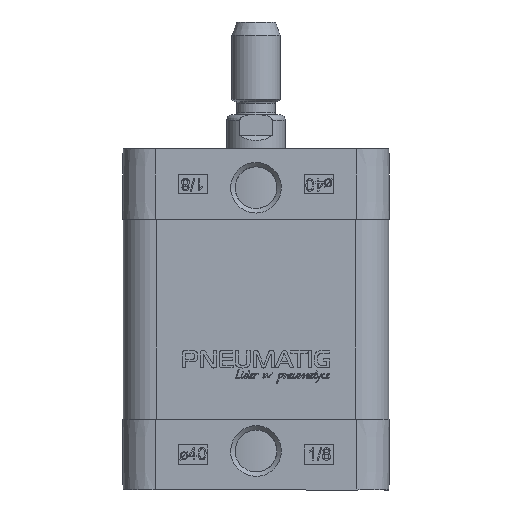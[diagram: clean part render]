
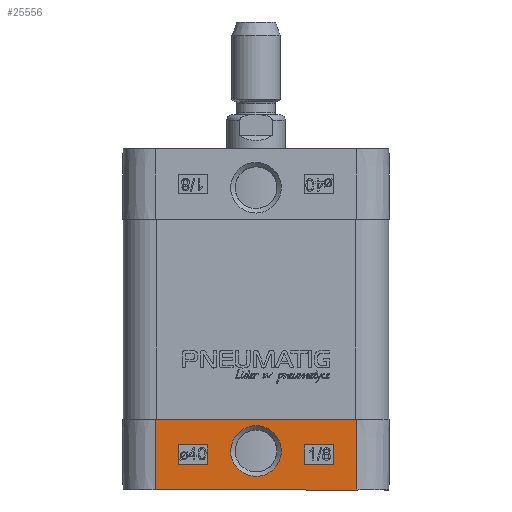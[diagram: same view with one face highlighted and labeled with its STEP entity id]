
A CAD part, left-side view. The second image highlights one B-rep face of the part: STEP entity #25556.
In plain terms, the highlighted planar face has unit normal (-1, 0, -0.009).
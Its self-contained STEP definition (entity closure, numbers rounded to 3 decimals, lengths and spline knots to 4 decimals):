
#913=PLANE($,#27141);
#1422=LINE($,#33167,#3413);
#1605=LINE($,#34335,#3596);
#1607=LINE($,#34339,#3598);
#1609=LINE($,#34343,#3600);
#1611=LINE($,#34346,#3602);
#1613=LINE($,#34352,#3604);
#1615=LINE($,#34356,#3606);
#1617=LINE($,#34360,#3608);
#1619=LINE($,#34363,#3610);
#1621=LINE($,#34477,#3612);
#1622=LINE($,#34478,#3613);
#1623=LINE($,#34479,#3614);
#3413=VECTOR($,#28534,4.13);
#3596=VECTOR($,#28871,0.4);
#3598=VECTOR($,#28875,0.6);
#3600=VECTOR($,#28879,0.4);
#3602=VECTOR($,#28883,0.6);
#3604=VECTOR($,#28889,0.4);
#3606=VECTOR($,#28893,0.6);
#3608=VECTOR($,#28897,0.4);
#3610=VECTOR($,#28901,0.6);
#3612=VECTOR($,#28909,4.13);
#3613=VECTOR($,#28910,1.4501);
#3614=VECTOR($,#28911,1.4501);
#5400=FACE_BOUND($,#8794,.T.);
#5401=FACE_BOUND($,#8795,.T.);
#5402=FACE_BOUND($,#8796,.T.);
#5661=B_SPLINE_CURVE_WITH_KNOTS($,3,(#34430,#34431,#34432,#34433,#34434,
#34435,#34436,#34437,#34438,#34439,#34440,#34441,#34442,#34443,#34444,#34445,
#34446,#34447,#34448,#34449,#34450,#34451,#34452,#34453,#34454,#34455,#34456,
#34457,#34458,#34459,#34460,#34461,#34462,#34463,#34464,#34465,#34466,#34467,
#34468,#34469,#34470,#34471,#34472),.UNSPECIFIED.,.T.,.F.,(4,3,3,3,3,3,
3,3,3,3,3,3,3,3,4),(0.,0.2329,0.4472,0.831,
1.2418,1.436,1.6824,1.9158,2.1355,
2.5393,2.8833,3.1203,3.3576,3.5849,
3.8177),.UNSPECIFIED.);
#7243=FACE_OUTER_BOUND($,#8793,.T.);
#8793=EDGE_LOOP($,(#18163,#18164,#18165,#18166));
#8794=EDGE_LOOP($,(#18167,#18168,#18169,#18170));
#8795=EDGE_LOOP($,(#18171,#18172,#18173,#18174));
#8796=EDGE_LOOP($,(#18175));
#10825=VERTEX_POINT($,#33164);
#10826=VERTEX_POINT($,#33166);
#11053=VERTEX_POINT($,#34332);
#11054=VERTEX_POINT($,#34334);
#11055=VERTEX_POINT($,#34338);
#11056=VERTEX_POINT($,#34342);
#11057=VERTEX_POINT($,#34349);
#11058=VERTEX_POINT($,#34351);
#11059=VERTEX_POINT($,#34355);
#11060=VERTEX_POINT($,#34359);
#11061=VERTEX_POINT($,#34405);
#11063=VERTEX_POINT($,#34475);
#11064=VERTEX_POINT($,#34476);
#13506=EDGE_CURVE($,#10826,#10825,#1422,.T.);
#13810=EDGE_CURVE($,#11054,#11053,#1605,.T.);
#13812=EDGE_CURVE($,#11055,#11054,#1607,.T.);
#13814=EDGE_CURVE($,#11056,#11055,#1609,.T.);
#13816=EDGE_CURVE($,#11053,#11056,#1611,.T.);
#13818=EDGE_CURVE($,#11058,#11057,#1613,.T.);
#13820=EDGE_CURVE($,#11059,#11058,#1615,.T.);
#13822=EDGE_CURVE($,#11060,#11059,#1617,.T.);
#13824=EDGE_CURVE($,#11057,#11060,#1619,.T.);
#13827=EDGE_CURVE($,#11061,#11061,#5661,.T.);
#13828=EDGE_CURVE($,#11063,#11064,#1621,.T.);
#13829=EDGE_CURVE($,#10826,#11064,#1622,.T.);
#13830=EDGE_CURVE($,#10825,#11063,#1623,.T.);
#18163=ORIENTED_EDGE($,*,*,#13828,.T.);
#18164=ORIENTED_EDGE($,*,*,#13829,.F.);
#18165=ORIENTED_EDGE($,*,*,#13506,.T.);
#18166=ORIENTED_EDGE($,*,*,#13830,.T.);
#18167=ORIENTED_EDGE($,*,*,#13810,.T.);
#18168=ORIENTED_EDGE($,*,*,#13816,.T.);
#18169=ORIENTED_EDGE($,*,*,#13814,.T.);
#18170=ORIENTED_EDGE($,*,*,#13812,.T.);
#18171=ORIENTED_EDGE($,*,*,#13818,.T.);
#18172=ORIENTED_EDGE($,*,*,#13824,.T.);
#18173=ORIENTED_EDGE($,*,*,#13822,.T.);
#18174=ORIENTED_EDGE($,*,*,#13820,.T.);
#18175=ORIENTED_EDGE($,*,*,#13827,.F.);
#25556=ADVANCED_FACE($,(#7243,#5400,#5401,#5402),#913,.T.);
#27141=AXIS2_PLACEMENT_3D($,#34474,#28907,#28908);
#28534=DIRECTION($,(0.,1.,0.));
#28871=DIRECTION($,(-0.009,0.,1.));
#28875=DIRECTION($,(0.,1.,0.));
#28879=DIRECTION($,(0.009,0.,-1.));
#28883=DIRECTION($,(0.,-1.,0.));
#28889=DIRECTION($,(-0.009,0.,1.));
#28893=DIRECTION($,(0.,1.,0.));
#28897=DIRECTION($,(0.009,0.,-1.));
#28901=DIRECTION($,(0.,-1.,0.));
#28907=DIRECTION('center_axis',(-1.,0.,-0.009));
#28908=DIRECTION('ref_axis',(-0.009,0.,
1.));
#28909=DIRECTION($,(0.,-1.,0.));
#28910=DIRECTION($,(0.009,0.,-1.));
#28911=DIRECTION($,(0.009,0.,-1.));
#33164=CARTESIAN_POINT('',(-2.74,2.065,1.45));
#33166=CARTESIAN_POINT('',(-2.74,-2.065,1.45));
#33167=CARTESIAN_POINT($,(-2.74,-2.065,1.45));
#34332=CARTESIAN_POINT('',(-2.7354,-1.,0.925));
#34334=CARTESIAN_POINT('',(-2.7319,-1.,0.525));
#34335=CARTESIAN_POINT($,(-2.7319,-1.,0.525));
#34338=CARTESIAN_POINT('',(-2.7319,-1.6,0.525));
#34339=CARTESIAN_POINT($,(-2.7319,-1.6,0.525));
#34342=CARTESIAN_POINT('',(-2.7354,-1.6,0.925));
#34343=CARTESIAN_POINT($,(-2.7354,-1.6,0.925));
#34346=CARTESIAN_POINT($,(-2.7354,-1.,0.925));
#34349=CARTESIAN_POINT('',(-2.7354,1.6,0.925));
#34351=CARTESIAN_POINT('',(-2.7319,1.6,0.525));
#34352=CARTESIAN_POINT($,(-2.7319,1.6,0.525));
#34355=CARTESIAN_POINT('',(-2.7319,1.,0.525));
#34356=CARTESIAN_POINT($,(-2.7319,1.,0.525));
#34359=CARTESIAN_POINT('',(-2.7354,1.,0.925));
#34360=CARTESIAN_POINT($,(-2.7354,1.,0.925));
#34363=CARTESIAN_POINT($,(-2.7354,1.6,0.925));
#34405=CARTESIAN_POINT('',(-2.7389,-0.0001,1.3187));
#34430=CARTESIAN_POINT('Ctrl Pts',(-2.7298,-0.0003,
0.2806));
#34431=CARTESIAN_POINT('Ctrl Pts',(-2.7298,-0.0779,
0.2805));
#34432=CARTESIAN_POINT('Ctrl Pts',(-2.7299,-0.1577,
0.2981));
#34433=CARTESIAN_POINT('Ctrl Pts',(-2.7302,-0.2256,
0.3307));
#34434=CARTESIAN_POINT('Ctrl Pts',(-2.7305,-0.2881,
0.3608));
#34435=CARTESIAN_POINT('Ctrl Pts',(-2.7308,-0.3344,
0.3987));
#34436=CARTESIAN_POINT('Ctrl Pts',(-2.7312,-0.3713,
0.4369));
#34437=CARTESIAN_POINT('Ctrl Pts',(-2.7318,-0.4373,
0.5053));
#34438=CARTESIAN_POINT('Ctrl Pts',(-2.7325,-0.4855,
0.5924));
#34439=CARTESIAN_POINT('Ctrl Pts',(-2.7333,-0.5064,
0.6836));
#34440=CARTESIAN_POINT('Ctrl Pts',(-2.7342,-0.5287,
0.7813));
#34441=CARTESIAN_POINT('Ctrl Pts',(-2.7351,-0.5207,
0.8877));
#34442=CARTESIAN_POINT('Ctrl Pts',(-2.7359,-0.4851,
0.9834));
#34443=CARTESIAN_POINT('Ctrl Pts',(-2.7363,-0.4683,
1.0286));
#34444=CARTESIAN_POINT('Ctrl Pts',(-2.7367,-0.4438,
1.0765));
#34445=CARTESIAN_POINT('Ctrl Pts',(-2.7371,-0.4066,
1.1232));
#34446=CARTESIAN_POINT('Ctrl Pts',(-2.7377,-0.3593,
1.1825));
#34447=CARTESIAN_POINT('Ctrl Pts',(-2.7381,-0.2926,
1.2349));
#34448=CARTESIAN_POINT('Ctrl Pts',(-2.7384,-0.2201,
1.2688));
#34449=CARTESIAN_POINT('Ctrl Pts',(-2.7387,-0.1515,
1.3009));
#34450=CARTESIAN_POINT('Ctrl Pts',(-2.7389,-0.074,
1.3187));
#34451=CARTESIAN_POINT('Ctrl Pts',(-2.7389,-0.0001,
1.3187));
#34452=CARTESIAN_POINT('Ctrl Pts',(-2.7389,0.0695,
1.3187));
#34453=CARTESIAN_POINT('Ctrl Pts',(-2.7387,0.1281,
1.3045));
#34454=CARTESIAN_POINT('Ctrl Pts',(-2.7386,0.1765,
1.2868));
#34455=CARTESIAN_POINT('Ctrl Pts',(-2.7383,0.2654,
1.2542));
#34456=CARTESIAN_POINT('Ctrl Pts',(-2.7378,0.3454,
1.1993));
#34457=CARTESIAN_POINT('Ctrl Pts',(-2.7371,0.4062,
1.1231));
#34458=CARTESIAN_POINT('Ctrl Pts',(-2.7366,0.4581,
1.0582));
#34459=CARTESIAN_POINT('Ctrl Pts',(-2.7358,0.4973,
0.9717));
#34460=CARTESIAN_POINT('Ctrl Pts',(-2.735,0.5122,
0.8824));
#34461=CARTESIAN_POINT('Ctrl Pts',(-2.7345,0.5224,
0.8208));
#34462=CARTESIAN_POINT('Ctrl Pts',(-2.7339,0.5237,0.7566));
#34463=CARTESIAN_POINT('Ctrl Pts',(-2.7333,0.507,
0.6836));
#34464=CARTESIAN_POINT('Ctrl Pts',(-2.7327,0.4904,
0.6106));
#34465=CARTESIAN_POINT('Ctrl Pts',(-2.732,0.4533,
0.5347));
#34466=CARTESIAN_POINT('Ctrl Pts',(-2.7315,0.4031,
0.4729));
#34467=CARTESIAN_POINT('Ctrl Pts',(-2.731,0.355,
0.4137));
#34468=CARTESIAN_POINT('Ctrl Pts',(-2.7305,0.2941,
0.3644));
#34469=CARTESIAN_POINT('Ctrl Pts',(-2.7302,0.2254,
0.3313));
#34470=CARTESIAN_POINT('Ctrl Pts',(-2.7299,0.155,0.2973));
#34471=CARTESIAN_POINT('Ctrl Pts',(-2.7298,0.0773,
0.2807));
#34472=CARTESIAN_POINT('Ctrl Pts',(-2.7298,-0.0003,
0.2806));
#34474=CARTESIAN_POINT('Origin',(-2.74,0.,1.45));
#34475=CARTESIAN_POINT('',(-2.7273,2.065,0.));
#34476=CARTESIAN_POINT('',(-2.7273,-2.065,0.));
#34477=CARTESIAN_POINT($,(-2.7273,2.065,0.));
#34478=CARTESIAN_POINT($,(-2.74,-2.065,1.45));
#34479=CARTESIAN_POINT($,(-2.74,2.065,1.45));
